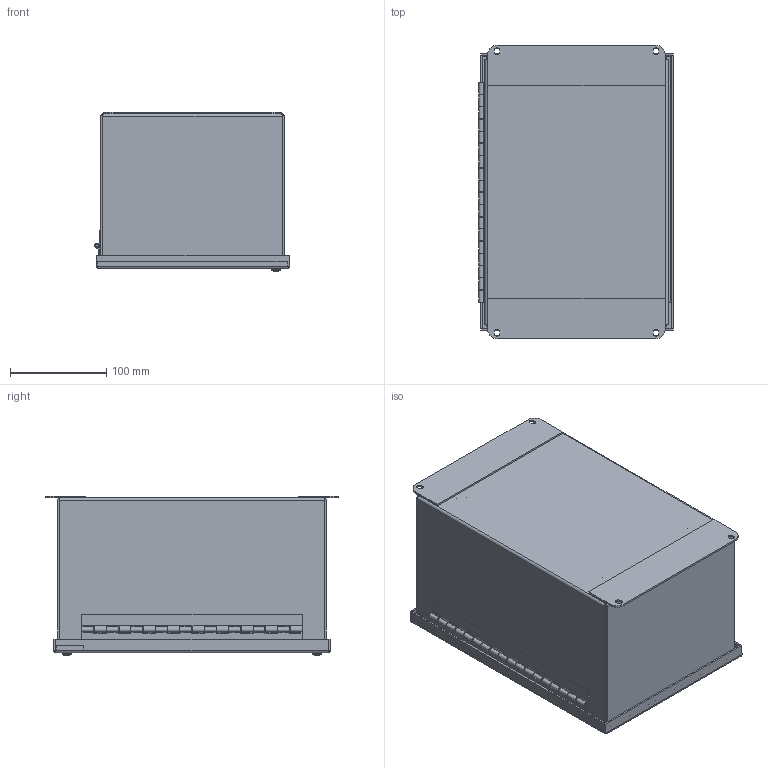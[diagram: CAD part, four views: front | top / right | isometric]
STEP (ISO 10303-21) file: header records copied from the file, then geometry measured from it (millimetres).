
FILE_DESCRIPTION(/* description */ ('7.88X11.32 LID'),/* implementation_level */ '2;1');
FILE_NAME(/* name */ 'PBYX6.stp',/* time_stamp */ '2017-01-30T18:32:06+05:00',/* author */ ('mgunasekar'),/* organization */ (''),/* preprocessor_version */ 'ST-DEVELOPER v16.1',/* originating_system */ 'Autodesk Inventor 2016',/* authorisation */ '');
FILE_SCHEMA (('AUTOMOTIVE_DESIGN { 1 0 10303 214 3 1 1 }'));
Length unit declared in the file: inch
Products named in the file (16): PBYX6LID; 39077; 316272; PBYX6BKP; PBYX6PP; 3499; 34984; 328122LH; 328122P; 328122TH; 328122; 38837; 34047; 34812; 372163; PBYX6
Assembly tree (26 placements, depth 3):
  PBYX6
    PBYX6LID
    39077  x2
    316272  x2
    PBYX6BKP
    PBYX6PP
    3499  x4
    34984  x2
    328122
      328122LH
      328122P
      328122TH
    38837
    34047  x4
    34812  x2
    372163  x2
Bounding box: 202.29 x 304.8 x 166.01 mm (x, y, z)
Volume: 678837.9 mm3; surface area: 703195.4 mm2
Topology: 25 solids, 25 shells, 654 faces, 1662 edges, 1073 vertices
Faces by surface type: plane 403, cylinder 160, cone 37, bspline 32, torus 20, sphere 2
Full cylindrical faces by diameter (mm): 2.54 x1, 2.957 x18, 3.962 x6, 4.826 x7, 4.978 x2, 6.299 x2, 6.35 x2, 6.528 x2, 7.061 x2, 7.137 x2, 7.62 x4, 7.938 x4, 9.474 x6, 10.312 x2, 11.506 x2, 15.875 x4
Entity records: 16211 total; most frequent: CARTESIAN_POINT 3623, DIRECTION 2412, ORIENTED_EDGE 2408, EDGE_CURVE 1204, LINE 834, VECTOR 834, VERTEX_POINT 800, AXIS2_PLACEMENT_3D 789
